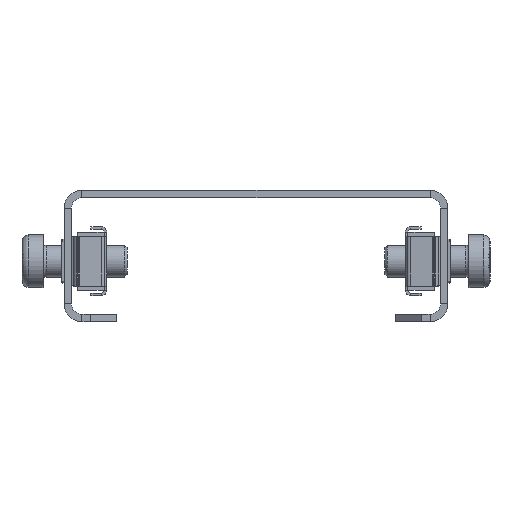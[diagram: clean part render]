
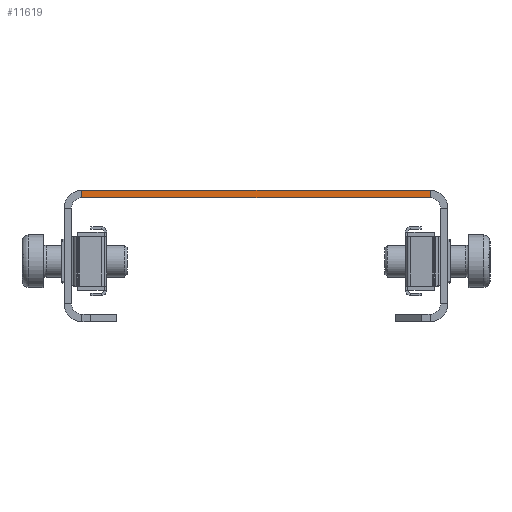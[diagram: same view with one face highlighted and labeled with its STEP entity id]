
A CAD part, left-side view. The second image highlights one B-rep face of the part: STEP entity #11619.
In plain terms, the highlighted planar face has unit normal (-1, 0, 0).
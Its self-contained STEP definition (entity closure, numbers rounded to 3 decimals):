
#186 = EDGE_CURVE ( 'NONE', #4079, #43355, #18939, .T. ) ;
#472 = ORIENTED_EDGE ( 'NONE', *, *, #23033, .F. ) ;
#2168 = CARTESIAN_POINT ( 'NONE',  ( -345.5, 36.5, 12.5 ) ) ;
#2763 = VECTOR ( 'NONE', #10847, 1000. ) ;
#3215 = DIRECTION ( 'NONE',  ( 0., 0., 1. ) ) ;
#4079 = VERTEX_POINT ( 'NONE', #37506 ) ;
#6146 = CARTESIAN_POINT ( 'NONE',  ( -345.5, -33.1, 11.1 ) ) ;
#6199 = ORIENTED_EDGE ( 'NONE', *, *, #42875, .T. ) ;
#6929 = EDGE_CURVE ( 'NONE', #43355, #23600, #7845, .T. ) ;
#7787 = AXIS2_PLACEMENT_3D ( 'NONE', #16749, #13429, #3215 ) ;
#7845 = LINE ( 'NONE', #27450, #35303 ) ;
#10847 = DIRECTION ( 'NONE',  ( 0., 0., 1. ) ) ;
#11619 = ADVANCED_FACE ( 'NONE', ( #33838 ), #33711, .T. ) ;
#13429 = DIRECTION ( 'NONE',  ( -1., 0., 0. ) ) ;
#16749 = CARTESIAN_POINT ( 'NONE',  ( -345.5, 35.1, 9.1 ) ) ;
#17016 = EDGE_LOOP ( 'NONE', ( #19016, #26176, #472, #6199 ) ) ;
#18939 = LINE ( 'NONE', #2168, #35667 ) ;
#19016 = ORIENTED_EDGE ( 'NONE', *, *, #186, .T. ) ;
#23033 = EDGE_CURVE ( 'NONE', #43381, #23600, #44341, .T. ) ;
#23211 = LINE ( 'NONE', #41444, #2763 ) ;
#23600 = VERTEX_POINT ( 'NONE', #38535 ) ;
#24925 = VECTOR ( 'NONE', #34629, 1000. ) ;
#26176 = ORIENTED_EDGE ( 'NONE', *, *, #6929, .T. ) ;
#27450 = CARTESIAN_POINT ( 'NONE',  ( -345.5, 33.1, 12.5 ) ) ;
#27749 = DIRECTION ( 'NONE',  ( 0., 0., -1. ) ) ;
#33141 = DIRECTION ( 'NONE',  ( 0., 1., 0. ) ) ;
#33230 = CARTESIAN_POINT ( 'NONE',  ( -345.5, 33.1, 12.5 ) ) ;
#33711 = PLANE ( 'NONE',  #7787 ) ;
#33838 = FACE_OUTER_BOUND ( 'NONE', #17016, .T. ) ;
#34629 = DIRECTION ( 'NONE',  ( 0., 1., 0. ) ) ;
#35303 = VECTOR ( 'NONE', #27749, 1000. ) ;
#35667 = VECTOR ( 'NONE', #33141, 1000. ) ;
#37506 = CARTESIAN_POINT ( 'NONE',  ( -345.5, -33.1, 12.5 ) ) ;
#37953 = CARTESIAN_POINT ( 'NONE',  ( -345.5, 36.5, 11.1 ) ) ;
#38535 = CARTESIAN_POINT ( 'NONE',  ( -345.5, 33.1, 11.1 ) ) ;
#41444 = CARTESIAN_POINT ( 'NONE',  ( -345.5, -33.1, 11.1 ) ) ;
#42875 = EDGE_CURVE ( 'NONE', #43381, #4079, #23211, .T. ) ;
#43355 = VERTEX_POINT ( 'NONE', #33230 ) ;
#43381 = VERTEX_POINT ( 'NONE', #6146 ) ;
#44341 = LINE ( 'NONE', #37953, #24925 ) ;
